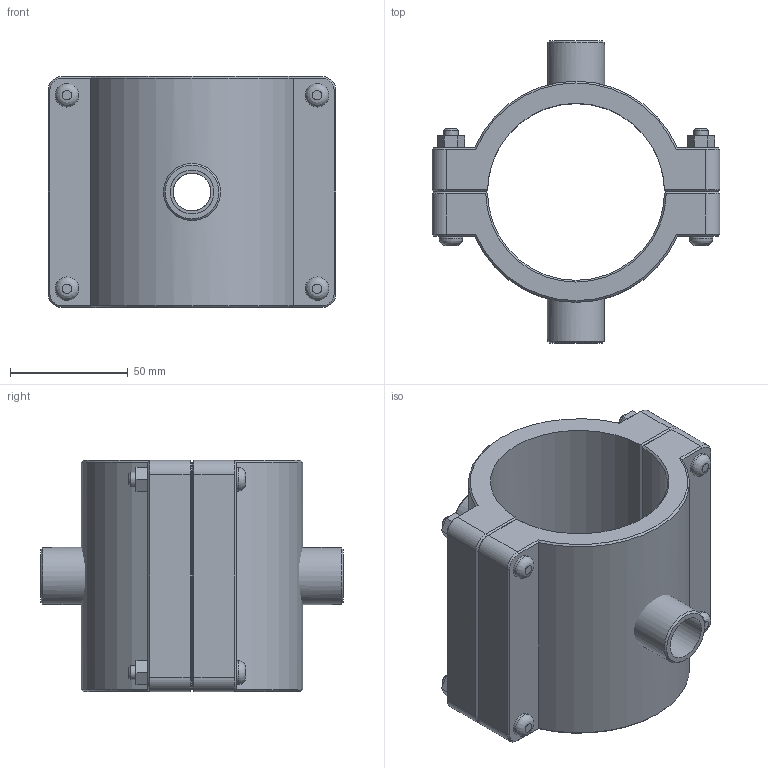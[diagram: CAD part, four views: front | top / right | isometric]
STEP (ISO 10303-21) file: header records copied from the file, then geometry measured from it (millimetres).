
FILE_DESCRIPTION(/* description */ ('PLASSON DOUBLE SADDLE 75-1/2"'),/* implementation_level */ '2;1');
FILE_NAME(/* name */ '161760075005_161860075005.ipt.stp',/* time_stamp */ '2017-06-18T09:26:59+03:00',/* author */ ('KIM'),/* organization */ (''),/* preprocessor_version */ 'ST-DEVELOPER v15.6',/* originating_system */ 'Autodesk Inventor 2015',/* authorisation */ '');
FILE_SCHEMA (('AUTOMOTIVE_DESIGN { 1 0 10303 214 3 1 1 }'));
Length unit declared in the file: millimetre
Products named in the file (1): 161760075005_161860075005
Bounding box: 122 x 128 x 98 mm (x, y, z)
Volume: 363693.7 mm3; surface area: 81872.5 mm2
Topology: 3 solids, 3 shells, 157 faces, 361 edges, 228 vertices
Faces by surface type: plane 86, cylinder 38, cone 29, bspline 4
Full cylindrical faces by diameter (mm): 6 x4, 10 x8, 16 x4, 18.631 x2, 24.22 x2
Entity records: 4606 total; most frequent: CARTESIAN_POINT 1139, DIRECTION 710, ORIENTED_EDGE 662, EDGE_CURVE 331, AXIS2_PLACEMENT_3D 259, VERTEX_POINT 224, EDGE_LOOP 215, LINE 192
